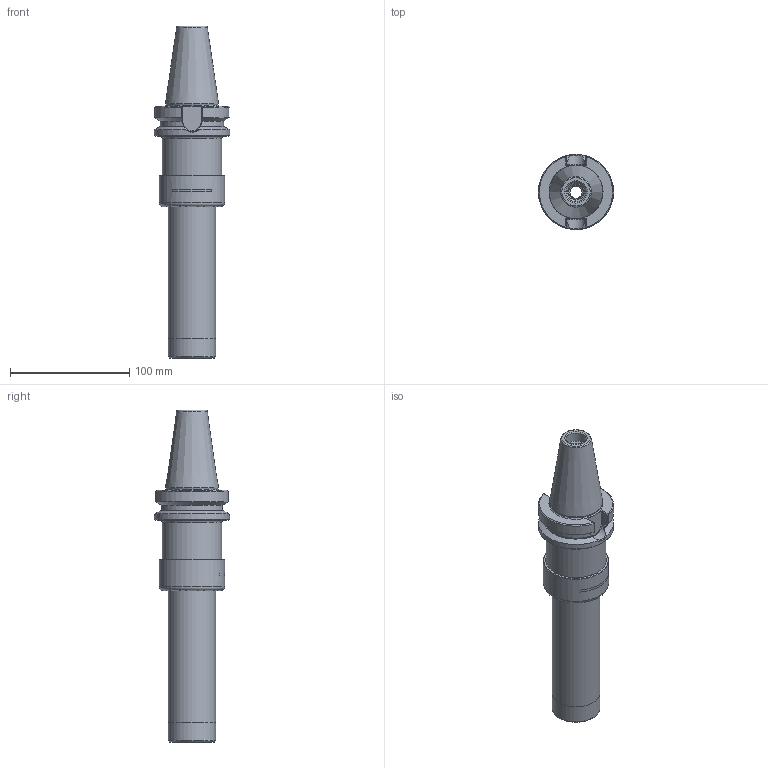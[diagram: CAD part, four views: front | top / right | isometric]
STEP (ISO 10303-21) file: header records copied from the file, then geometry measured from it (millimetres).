
FILE_DESCRIPTION(/* description */ (''),/* implementation_level */ '2;1');
FILE_NAME(/* name */ '884116050.stp',/* time_stamp */ '2023-03-15T12:03:47',/* author */ ('Ratnasingam Jekanthan'),/* organization */ ('REGO-FIX'),/* preprocessor_version */ ' Unknown',/* originating_system */ 'SIEMENS PLM Software Solid Edge ST10',/* authorization */ 'Unknown');
FILE_SCHEMA (('AUTOMOTIVE_DESIGN { 1 0 10303 214 2 1 1}'));
Length unit declared in the file: millimetre
Products named in the file (1): NOCUT
Bounding box: 63 x 63 x 278.4 mm (x, y, z)
Volume: 348734.9 mm3; surface area: 68945.1 mm2
Topology: 1 solids, 3 shells, 139 faces, 325 edges, 200 vertices
Faces by surface type: plane 49, cylinder 34, cone 31, torus 23, bspline 2
Full cylindrical faces by diameter (mm): 10.106 x2, 12 x1, 13.835 x2, 14 x1, 17 x1, 23.5 x1, 30.5 x1, 31.6 x1, 33 x1, 40 x2, 40.2 x1, 42 x1, 45 x1, 48.376 x2, 50 x1, 50.05 x1, 51.3 x1, 54.8 x1, 63 x1
Entity records: 4643 total; most frequent: CARTESIAN_POINT 807, DIRECTION 608, ORIENTED_EDGE 490, AXIS2_PLACEMENT_3D 268, EDGE_CURVE 245, EDGE_LOOP 218, FACE_BOUND 218, VERTEX_POINT 185
